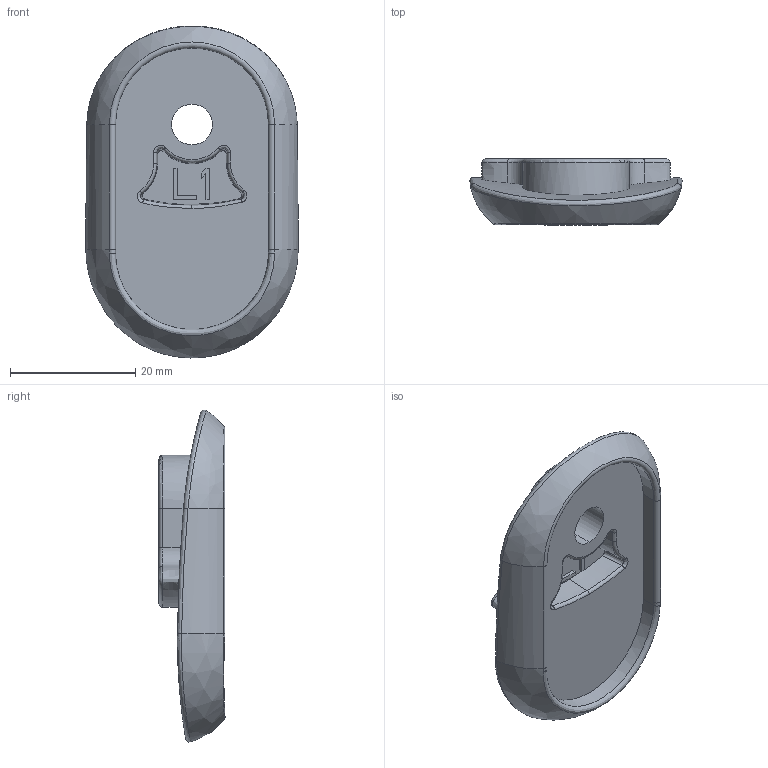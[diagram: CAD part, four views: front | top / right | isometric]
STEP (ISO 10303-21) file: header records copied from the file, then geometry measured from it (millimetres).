
FILE_DESCRIPTION((''),'2;1');
FILE_NAME('CFT-B01-021','2018-08-21T',('Administrator'),(''),'PRO/ENGINEER BY PARAMETRIC TECHNOLOGY CORPORATION, 2005030','PRO/ENGINEER BY PARAMETRIC TECHNOLOGY CORPORATION, 2005030','');
FILE_SCHEMA(('CONFIG_CONTROL_DESIGN'));
Length unit declared in the file: millimetre
Products named in the file (1): CFT-B01-021
Bounding box: 33.88 x 10.54 x 52.96 mm (x, y, z)
Volume: 6913.5 mm3; surface area: 4587.6 mm2
Topology: 1 solids, 1 shells, 75 faces, 188 edges, 119 vertices
Faces by surface type: plane 24, bspline 24, cylinder 15, torus 7, cone 3, extrusion 2
Entity records: 4897 total; most frequent: CARTESIAN_POINT 3205, ORIENTED_EDGE 376, DIRECTION 295, EDGE_CURVE 188, VERTEX_POINT 119, AXIS2_PLACEMENT_3D 108, EDGE_LOOP 81, VECTOR 79
